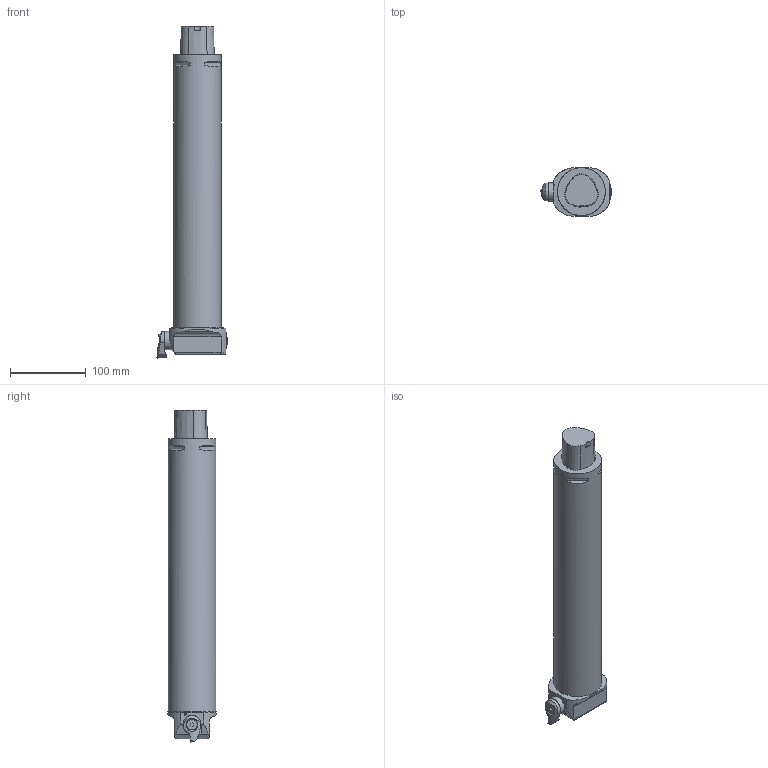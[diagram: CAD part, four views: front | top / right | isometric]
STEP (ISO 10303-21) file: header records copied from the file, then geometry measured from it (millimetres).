
FILE_DESCRIPTION(/* description */ (''),/* implementation_level */ '2;1');
FILE_NAME(/* name */ '1549450801275.stp',/* time_stamp */ '2019-02-06T12:00:18+01:00',/* author */ (''),/* organization */ ('SMS'),/* preprocessor_version */ 'ST-DEVELOPER v15',/* originating_system */ 'SIEMENS PLM Software NX 8.5',/* authorisation */ '');
FILE_SCHEMA (('AUTOMOTIVE_DESIGN { 1 0 10303 214 3 1 1 1 }'));
Length unit declared in the file: millimetre
Products named in the file (7): ASSEMBLY_CONSTRUCTION; IsoTurningInsert; 201964712mod000_00; 202043025mod000_00; 111169134mod000_01; 202061550mod000_00
Assembly tree (6 placements, depth 3):
  202061550mod000_00
    ASSEMBLY_CONSTRUCTION
    202043025mod000_00
    111169134mod000_01
      201964712mod000_00
      IsoTurningInsert
      ASSEMBLY_CONSTRUCTION
Bounding box: 92.64 x 64 x 438 mm (x, y, z)
Volume: 1305537.5 mm3; surface area: 95085.8 mm2
Topology: 3 solids, 3 shells, 359 faces, 999 edges, 671 vertices
Faces by surface type: plane 292, cylinder 34, cone 26, torus 6, sphere 1
Full cylindrical faces by diameter (mm): 2.5 x1, 2.8 x2, 4.67 x1, 4.7 x1, 8 x1, 8.018 x1, 13.9 x1, 24 x1, 63 x1
Entity records: 11827 total; most frequent: CARTESIAN_POINT 2802, ORIENTED_EDGE 1910, DIRECTION 1662, EDGE_CURVE 955, VERTEX_POINT 642, LINE 586, VECTOR 586, AXIS2_PLACEMENT_3D 538
